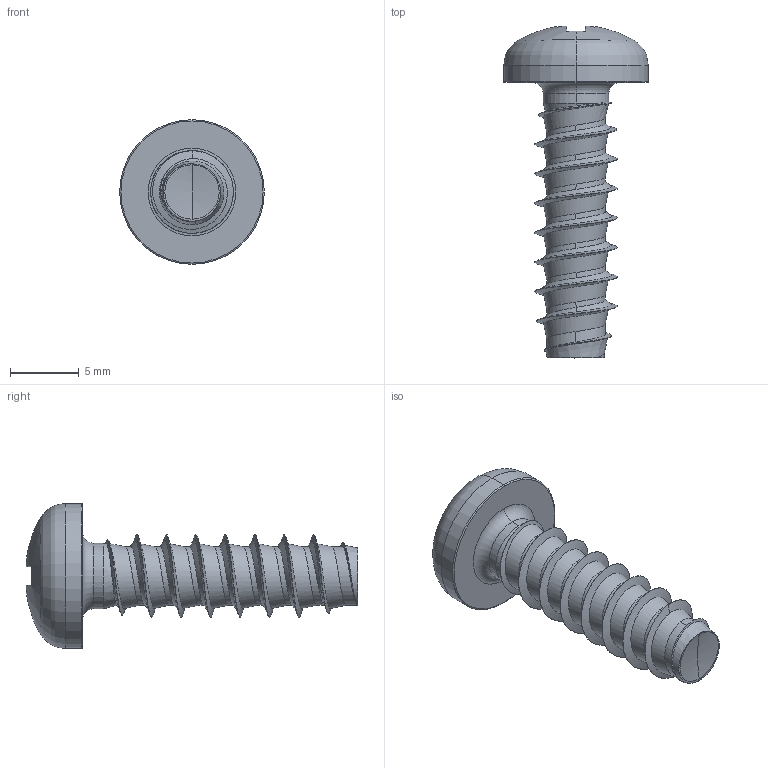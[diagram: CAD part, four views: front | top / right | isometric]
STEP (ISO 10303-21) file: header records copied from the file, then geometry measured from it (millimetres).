
FILE_DESCRIPTION (( 'STEP AP203' ), '1' );
FILE_NAME ('STP220600200.STEP', '2017-08-15T03:38:34', ( '' ), ( '' ), 'SwSTEP 2.0', 'SolidWorks 2015', '' );
FILE_SCHEMA (( 'CONFIG_CONTROL_DESIGN' ));
Length unit declared in the file: millimetre
Products named in the file (1): STP220600200
Bounding box: 10.5 x 24.1 x 10.5 mm (x, y, z)
Volume: 586.4 mm3; surface area: 708.8 mm2
Topology: 1 solids, 1 shells, 184 faces, 437 edges, 255 vertices
Faces by surface type: bspline 55, cylinder 43, plane 30, torus 28, sphere 20, cone 8
Entity records: 24369 total; most frequent: CARTESIAN_POINT 20532, ORIENTED_EDGE 870, DIRECTION 709, EDGE_CURVE 435, AXIS2_PLACEMENT_3D 311, VERTEX_POINT 255, EDGE_LOOP 186, ADVANCED_FACE 184
